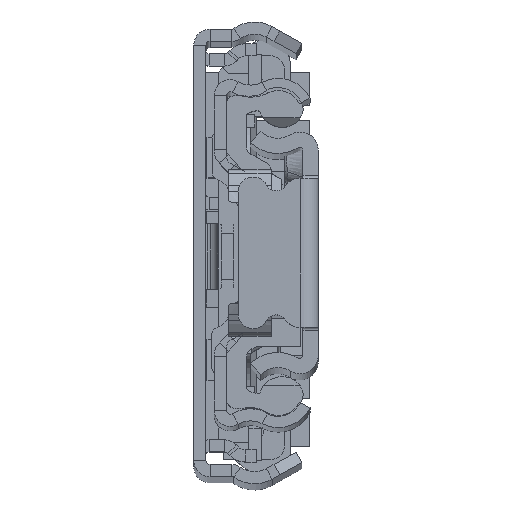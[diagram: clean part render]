
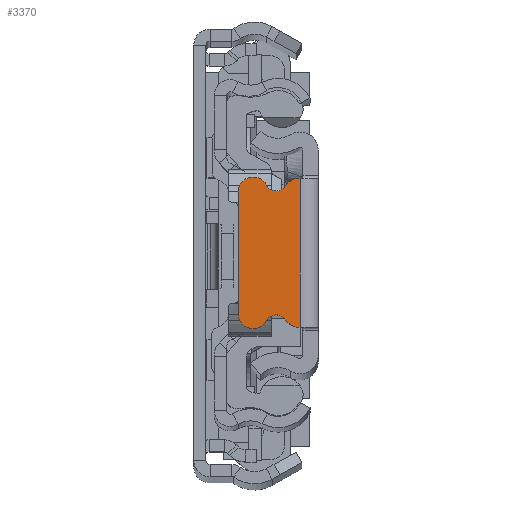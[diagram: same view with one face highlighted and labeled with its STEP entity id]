
A CAD part, top view. The second image highlights one B-rep face of the part: STEP entity #3370.
In plain terms, the highlighted planar face has unit normal (0, 0, 1).
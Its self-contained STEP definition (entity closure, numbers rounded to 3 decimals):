
#294 = ORIENTED_EDGE ( 'NONE', *, *, #22375, .T. ) ;
#538 = VERTEX_POINT ( 'NONE', #32191 ) ;
#857 = DIRECTION ( 'NONE',  ( 0., -1., 0. ) ) ;
#1548 = DIRECTION ( 'NONE',  ( -1., 0., 0. ) ) ;
#1591 = ORIENTED_EDGE ( 'NONE', *, *, #14809, .F. ) ;
#2289 = CARTESIAN_POINT ( 'NONE',  ( -4.142, 7.236, 0. ) ) ;
#2690 = CARTESIAN_POINT ( 'NONE',  ( 347.771, 0., 0. ) ) ;
#2962 = CARTESIAN_POINT ( 'NONE',  ( -6.429, 6., 0. ) ) ;
#3123 = DIRECTION ( 'NONE',  ( 0., 0., -1. ) ) ;
#3277 = AXIS2_PLACEMENT_3D ( 'NONE', #2289, #3123, #28698 ) ;
#3323 = CIRCLE ( 'NONE', #30110, 1.5 ) ;
#3370 = ADVANCED_FACE ( 'NONE', ( #33032 ), #25750, .T. ) ;
#3581 = DIRECTION ( 'NONE',  ( 0., 0., 1. ) ) ;
#3765 = AXIS2_PLACEMENT_3D ( 'NONE', #2690, #25425, #5045 ) ;
#3977 = CARTESIAN_POINT ( 'NONE',  ( -7.929, 6., 0. ) ) ;
#4010 = VERTEX_POINT ( 'NONE', #5580 ) ;
#4867 = CIRCLE ( 'NONE', #3277, 1.1 ) ;
#4885 = CARTESIAN_POINT ( 'NONE',  ( -5.109, -6.713, 0. ) ) ;
#5045 = DIRECTION ( 'NONE',  ( 1., 0., 0. ) ) ;
#5222 = CIRCLE ( 'NONE', #15441, 1.5 ) ;
#5580 = CARTESIAN_POINT ( 'NONE',  ( -1.929, 7.37, 0. ) ) ;
#5635 = DIRECTION ( 'NONE',  ( 0., 0., 1. ) ) ;
#5893 = ORIENTED_EDGE ( 'NONE', *, *, #22527, .T. ) ;
#6186 = DIRECTION ( 'NONE',  ( -1., 0., 0. ) ) ;
#6187 = LINE ( 'NONE', #16618, #31655 ) ;
#6376 = CARTESIAN_POINT ( 'NONE',  ( -1.75, 0., 0. ) ) ;
#6386 = LINE ( 'NONE', #31668, #22829 ) ;
#6761 = CARTESIAN_POINT ( 'NONE',  ( -1.929, 5.87, 0. ) ) ;
#6930 = EDGE_CURVE ( 'NONE', #538, #27142, #26754, .T. ) ;
#7131 = ORIENTED_EDGE ( 'NONE', *, *, #20313, .T. ) ;
#8995 = CIRCLE ( 'NONE', #10607, 1.5 ) ;
#10434 = ORIENTED_EDGE ( 'NONE', *, *, #11346, .T. ) ;
#10607 = AXIS2_PLACEMENT_3D ( 'NONE', #2962, #12554, #23331 ) ;
#11346 = EDGE_CURVE ( 'NONE', #4010, #20473, #24864, .T. ) ;
#11940 = EDGE_LOOP ( 'NONE', ( #25247, #21278, #10434, #7131, #294, #27223, #33129, #15813, #5893, #1591 ) ) ;
#12554 = DIRECTION ( 'NONE',  ( 0., 0., 1. ) ) ;
#13779 = DIRECTION ( 'NONE',  ( 0., -1., 0. ) ) ;
#14273 = EDGE_CURVE ( 'NONE', #17696, #29976, #6386, .T. ) ;
#14599 = DIRECTION ( 'NONE',  ( -1., 0., 0. ) ) ;
#14809 = EDGE_CURVE ( 'NONE', #27142, #19312, #17125, .T. ) ;
#15441 = AXIS2_PLACEMENT_3D ( 'NONE', #32086, #5635, #26179 ) ;
#15813 = ORIENTED_EDGE ( 'NONE', *, *, #17168, .T. ) ;
#15967 = AXIS2_PLACEMENT_3D ( 'NONE', #29085, #19145, #6186 ) ;
#16618 = CARTESIAN_POINT ( 'NONE',  ( -1.929, 7.37, 0. ) ) ;
#17125 = LINE ( 'NONE', #24706, #22349 ) ;
#17168 = EDGE_CURVE ( 'NONE', #19841, #17953, #27779, .T. ) ;
#17687 = CARTESIAN_POINT ( 'NONE',  ( -7.929, -6., 0. ) ) ;
#17696 = VERTEX_POINT ( 'NONE', #3977 ) ;
#17953 = VERTEX_POINT ( 'NONE', #25839 ) ;
#19145 = DIRECTION ( 'NONE',  ( 0., 0., -1. ) ) ;
#19312 = VERTEX_POINT ( 'NONE', #31911 ) ;
#19502 = EDGE_CURVE ( 'NONE', #29976, #19841, #3323, .T. ) ;
#19647 = DIRECTION ( 'NONE',  ( 1., 0., 0. ) ) ;
#19841 = VERTEX_POINT ( 'NONE', #4885 ) ;
#19909 = DIRECTION ( 'NONE',  ( 1., 0., 0. ) ) ;
#20168 = CARTESIAN_POINT ( 'NONE',  ( -1.75, -7.37, 0. ) ) ;
#20313 = EDGE_CURVE ( 'NONE', #20473, #28350, #4867, .T. ) ;
#20473 = VERTEX_POINT ( 'NONE', #31744 ) ;
#21278 = ORIENTED_EDGE ( 'NONE', *, *, #23852, .F. ) ;
#22349 = VECTOR ( 'NONE', #14599, 1000. ) ;
#22375 = EDGE_CURVE ( 'NONE', #28350, #17696, #8995, .T. ) ;
#22527 = EDGE_CURVE ( 'NONE', #17953, #19312, #5222, .T. ) ;
#22829 = VECTOR ( 'NONE', #857, 1000. ) ;
#23240 = CARTESIAN_POINT ( 'NONE',  ( -5.109, 6.713, 0. ) ) ;
#23331 = DIRECTION ( 'NONE',  ( -1., 0., 0. ) ) ;
#23852 = EDGE_CURVE ( 'NONE', #4010, #538, #6187, .T. ) ;
#24706 = CARTESIAN_POINT ( 'NONE',  ( -1.929, -7.37, 0. ) ) ;
#24864 = CIRCLE ( 'NONE', #31870, 1.5 ) ;
#25124 = CARTESIAN_POINT ( 'NONE',  ( -6.429, -6., 0. ) ) ;
#25247 = ORIENTED_EDGE ( 'NONE', *, *, #6930, .F. ) ;
#25425 = DIRECTION ( 'NONE',  ( 0., 0., 1. ) ) ;
#25471 = DIRECTION ( 'NONE',  ( 0., 0., 1. ) ) ;
#25750 = PLANE ( 'NONE',  #3765 ) ;
#25839 = CARTESIAN_POINT ( 'NONE',  ( -3.206, -6.658, 0. ) ) ;
#26179 = DIRECTION ( 'NONE',  ( 1., 0., 0. ) ) ;
#26754 = LINE ( 'NONE', #6376, #27127 ) ;
#27127 = VECTOR ( 'NONE', #13779, 1000. ) ;
#27142 = VERTEX_POINT ( 'NONE', #20168 ) ;
#27223 = ORIENTED_EDGE ( 'NONE', *, *, #14273, .T. ) ;
#27779 = CIRCLE ( 'NONE', #15967, 1.1 ) ;
#28350 = VERTEX_POINT ( 'NONE', #23240 ) ;
#28698 = DIRECTION ( 'NONE',  ( 1., 0., 0. ) ) ;
#29085 = CARTESIAN_POINT ( 'NONE',  ( -4.142, -7.236, 0. ) ) ;
#29976 = VERTEX_POINT ( 'NONE', #17687 ) ;
#30110 = AXIS2_PLACEMENT_3D ( 'NONE', #25124, #25471, #19909 ) ;
#31655 = VECTOR ( 'NONE', #19647, 1000. ) ;
#31668 = CARTESIAN_POINT ( 'NONE',  ( -7.929, -6., 0. ) ) ;
#31744 = CARTESIAN_POINT ( 'NONE',  ( -3.206, 6.658, 0. ) ) ;
#31870 = AXIS2_PLACEMENT_3D ( 'NONE', #6761, #3581, #1548 ) ;
#31911 = CARTESIAN_POINT ( 'NONE',  ( -1.929, -7.37, 0. ) ) ;
#32086 = CARTESIAN_POINT ( 'NONE',  ( -1.929, -5.87, 0. ) ) ;
#32191 = CARTESIAN_POINT ( 'NONE',  ( -1.75, 7.37, 0. ) ) ;
#33032 = FACE_OUTER_BOUND ( 'NONE', #11940, .T. ) ;
#33129 = ORIENTED_EDGE ( 'NONE', *, *, #19502, .T. ) ;
